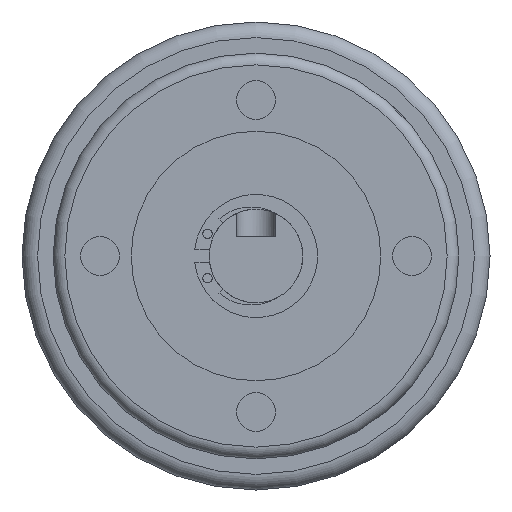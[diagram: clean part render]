
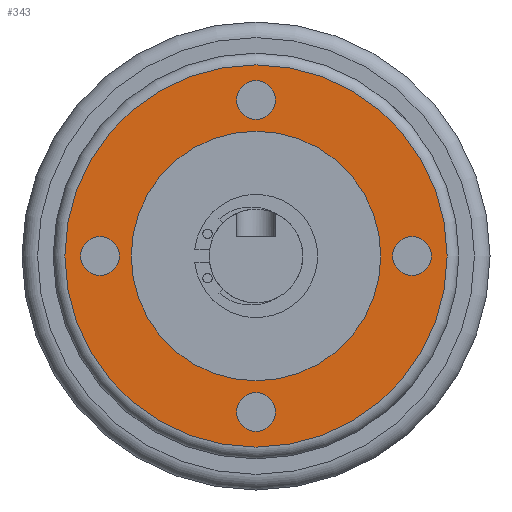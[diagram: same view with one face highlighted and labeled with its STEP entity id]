
A CAD part, front view. The second image highlights one B-rep face of the part: STEP entity #343.
In plain terms, the highlighted planar face has unit normal (0, -1, 0).
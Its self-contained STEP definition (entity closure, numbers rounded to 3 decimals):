
#84=CARTESIAN_POINT('',(-24.5,0.0,0.));
#85=VERTEX_POINT('',#84);
#86=CARTESIAN_POINT('',(0.0,0.0,0.0));
#87=DIRECTION('',(0.0,1.0,0.0));
#88=DIRECTION('',(1.0,0.0,0.0));
#89=AXIS2_PLACEMENT_3D('',#86,#87,#88);
#90=CIRCLE('',#89,24.5);
#91=EDGE_CURVE('',#85,#85,#90,.T.);
#280=CARTESIAN_POINT('',(0.0,0.0,0.0));
#281=DIRECTION('',(0.0,-1.0,0.0));
#282=DIRECTION('',(0.0,0.0,-1.0));
#283=AXIS2_PLACEMENT_3D('',#280,#281,#282);
#284=PLANE('',#283);
#285=ORIENTED_EDGE('',*,*,#91,.F.);
#286=EDGE_LOOP('',(#285));
#287=FACE_OUTER_BOUND('',#286,.T.);
#288=CARTESIAN_POINT('',(16.0,0.0,0.));
#289=VERTEX_POINT('',#288);
#290=CARTESIAN_POINT('',(0.0,0.0,0.0));
#291=DIRECTION('',(0.0,1.0,0.0));
#292=DIRECTION('',(-1.0,0.0,0.0));
#293=AXIS2_PLACEMENT_3D('',#290,#291,#292);
#294=CIRCLE('',#293,16.0);
#295=EDGE_CURVE('',#289,#289,#294,.T.);
#296=ORIENTED_EDGE('',*,*,#295,.T.);
#297=EDGE_LOOP('',(#296));
#298=FACE_BOUND('',#297,.T.);
#299=CARTESIAN_POINT('',(2.5,0.0,20.0));
#300=VERTEX_POINT('',#299);
#301=CARTESIAN_POINT('',(0.0,0.0,20.0));
#302=DIRECTION('',(0.0,1.0,0.0));
#303=DIRECTION('',(-1.0,0.0,0.0));
#304=AXIS2_PLACEMENT_3D('',#301,#302,#303);
#305=CIRCLE('',#304,2.5);
#306=EDGE_CURVE('',#300,#300,#305,.T.);
#307=ORIENTED_EDGE('',*,*,#306,.T.);
#308=EDGE_LOOP('',(#307));
#309=FACE_BOUND('',#308,.T.);
#310=CARTESIAN_POINT('',(20.0,0.0,-2.5));
#311=VERTEX_POINT('',#310);
#312=CARTESIAN_POINT('',(20.0,0.0,0.));
#313=DIRECTION('',(0.0,1.0,0.0));
#314=DIRECTION('',(0.0,0.0,1.0));
#315=AXIS2_PLACEMENT_3D('',#312,#313,#314);
#316=CIRCLE('',#315,2.5);
#317=EDGE_CURVE('',#311,#311,#316,.T.);
#318=ORIENTED_EDGE('',*,*,#317,.T.);
#319=EDGE_LOOP('',(#318));
#320=FACE_BOUND('',#319,.T.);
#321=CARTESIAN_POINT('',(-2.5,0.0,-20.0));
#322=VERTEX_POINT('',#321);
#323=CARTESIAN_POINT('',(0.,0.0,-20.0));
#324=DIRECTION('',(0.0,1.0,0.0));
#325=DIRECTION('',(1.0,0.0,0.0));
#326=AXIS2_PLACEMENT_3D('',#323,#324,#325);
#327=CIRCLE('',#326,2.5);
#328=EDGE_CURVE('',#322,#322,#327,.T.);
#329=ORIENTED_EDGE('',*,*,#328,.T.);
#330=EDGE_LOOP('',(#329));
#331=FACE_BOUND('',#330,.T.);
#332=CARTESIAN_POINT('',(-20.0,0.0,2.5));
#333=VERTEX_POINT('',#332);
#334=CARTESIAN_POINT('',(-20.0,0.0,0.));
#335=DIRECTION('',(0.0,1.0,0.0));
#336=DIRECTION('',(0.0,0.0,-1.0));
#337=AXIS2_PLACEMENT_3D('',#334,#335,#336);
#338=CIRCLE('',#337,2.5);
#339=EDGE_CURVE('',#333,#333,#338,.T.);
#340=ORIENTED_EDGE('',*,*,#339,.T.);
#341=EDGE_LOOP('',(#340));
#342=FACE_BOUND('',#341,.T.);
#343=ADVANCED_FACE('',(#287,#298,#309,#320,#331,#342),#284,.T.);
